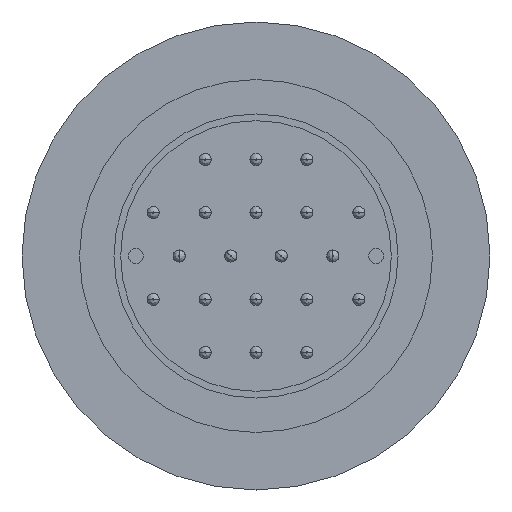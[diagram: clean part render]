
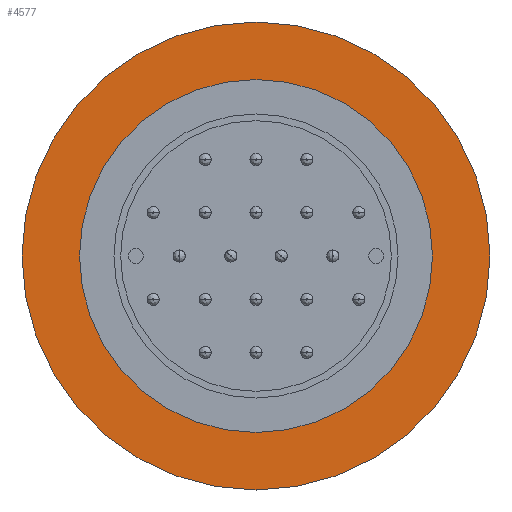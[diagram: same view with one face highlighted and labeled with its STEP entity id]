
A CAD part, front view. The second image highlights one B-rep face of the part: STEP entity #4577.
In plain terms, the highlighted planar face has unit normal (0, -1, 0).
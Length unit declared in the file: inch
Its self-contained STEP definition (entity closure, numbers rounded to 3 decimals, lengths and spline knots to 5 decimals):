
#68 = ORIENTED_EDGE ( 'NONE', *, *, #17897, .T. ) ;
#72 = ORIENTED_EDGE ( 'NONE', *, *, #17908, .F. ) ;
#77 = ORIENTED_EDGE ( 'NONE', *, *, #17893, .F. ) ;
#1819 = VERTEX_POINT ( 'NONE', #11407 ) ;
#3926 = AXIS2_PLACEMENT_3D ( 'NONE', #10791, #10796, #10797 ) ;
#4577 = ADVANCED_FACE ( 'NONE', ( #9381, #9387 ), #10794, .T. ) ;
#6411 = VERTEX_POINT ( 'NONE', #15463 ) ;
#6432 = VERTEX_POINT ( 'NONE', #15484 ) ;
#6501 = VERTEX_POINT ( 'NONE', #15591 ) ;
#6672 = AXIS2_PLACEMENT_3D ( 'NONE', #8996, #8997, #8998 ) ;
#6674 = AXIS2_PLACEMENT_3D ( 'NONE', #9004, #9005, #9006 ) ;
#6680 = AXIS2_PLACEMENT_3D ( 'NONE', #9028, #9029, #9030 ) ;
#6681 = AXIS2_PLACEMENT_3D ( 'NONE', #9031, #9032, #9033 ) ;
#8416 = CIRCLE ( 'NONE', #6672, 1.08053 ) ;
#8421 = CIRCLE ( 'NONE', #6674, 0.815 ) ;
#8440 = CIRCLE ( 'NONE', #6680, 0.815 ) ;
#8441 = CIRCLE ( 'NONE', #6681, 1.08053 ) ;
#8996 = CARTESIAN_POINT ( 'NONE',  ( 0., -1.49, 0. ) ) ;
#8997 = DIRECTION ( 'NONE',  ( 0., 1., 0. ) ) ;
#8998 = DIRECTION ( 'NONE',  ( 1., 0., 0. ) ) ;
#9004 = CARTESIAN_POINT ( 'NONE',  ( 0., -1.49, 0. ) ) ;
#9005 = DIRECTION ( 'NONE',  ( 0., 1., 0. ) ) ;
#9006 = DIRECTION ( 'NONE',  ( 1., 0., 0. ) ) ;
#9028 = CARTESIAN_POINT ( 'NONE',  ( 0., -1.49, 0. ) ) ;
#9029 = DIRECTION ( 'NONE',  ( 0., 1., 0. ) ) ;
#9030 = DIRECTION ( 'NONE',  ( 1., 0., 0. ) ) ;
#9031 = CARTESIAN_POINT ( 'NONE',  ( 0., -1.49, 0. ) ) ;
#9032 = DIRECTION ( 'NONE',  ( 0., 1., 0. ) ) ;
#9033 = DIRECTION ( 'NONE',  ( 1., 0., 0. ) ) ;
#9381 = FACE_BOUND ( 'NONE', #15123, .T. ) ;
#9387 = FACE_OUTER_BOUND ( 'NONE', #14475, .T. ) ;
#10434 = ORIENTED_EDGE ( 'NONE', *, *, #17907, .T. ) ;
#10791 = CARTESIAN_POINT ( 'NONE',  ( 0., -1.49, 0. ) ) ;
#10794 = PLANE ( 'NONE',  #3926 ) ;
#10796 = DIRECTION ( 'NONE',  ( 0., -1., 0. ) ) ;
#10797 = DIRECTION ( 'NONE',  ( -1., 0., 0. ) ) ;
#11407 = CARTESIAN_POINT ( 'NONE',  ( -0.815, -1.49, 0. ) ) ;
#14475 = EDGE_LOOP ( 'NONE', ( #77, #72 ) ) ;
#15123 = EDGE_LOOP ( 'NONE', ( #10434, #68 ) ) ;
#15463 = CARTESIAN_POINT ( 'NONE',  ( 1.08053, -1.49, 0. ) ) ;
#15484 = CARTESIAN_POINT ( 'NONE',  ( 0.815, -1.49, 0. ) ) ;
#15591 = CARTESIAN_POINT ( 'NONE',  ( -1.08053, -1.49, 0. ) ) ;
#17893 = EDGE_CURVE ( 'NONE', #6411, #6501, #8416, .T. ) ;
#17897 = EDGE_CURVE ( 'NONE', #1819, #6432, #8421, .T. ) ;
#17907 = EDGE_CURVE ( 'NONE', #6432, #1819, #8440, .T. ) ;
#17908 = EDGE_CURVE ( 'NONE', #6501, #6411, #8441, .T. ) ;
